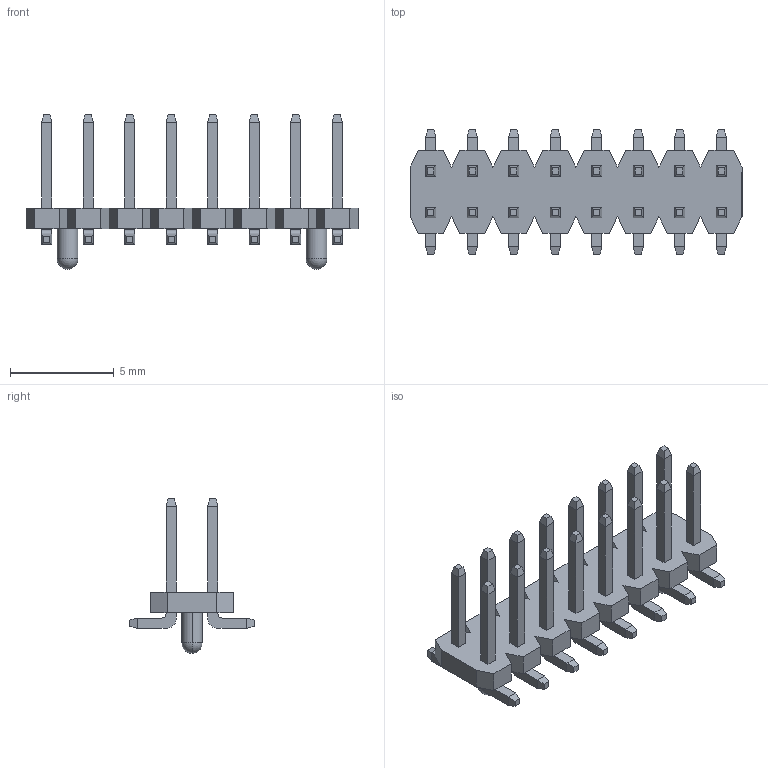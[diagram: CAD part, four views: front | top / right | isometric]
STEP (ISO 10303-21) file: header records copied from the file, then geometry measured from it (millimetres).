
FILE_DESCRIPTION (( 'STEP AP214' ), '1' );
FILE_NAME ('FPH20070-D16S1014130710M-REF.STEP', '2025-01-23T00:51:01', ( '' ), ( '' ), 'SwSTEP 2.0', 'SolidWorks 2021', '' );
FILE_SCHEMA (( 'AUTOMOTIVE_DESIGN' ));
Length unit declared in the file: millimetre
Products named in the file (1): FPH20070-D16S1014130710M-REF
Bounding box: 16 x 6 x 7.45 mm (x, y, z)
Volume: 88.3 mm3; surface area: 392 mm2
Topology: 1 solids, 1 shells, 412 faces, 1006 edges, 626 vertices
Faces by surface type: plane 372, cylinder 36, sphere 4
Entity records: 11712 total; most frequent: CARTESIAN_POINT 2033, ORIENTED_EDGE 1996, DIRECTION 1900, EDGE_CURVE 998, LINE 922, VECTOR 922, VERTEX_POINT 622, AXIS2_PLACEMENT_3D 489
